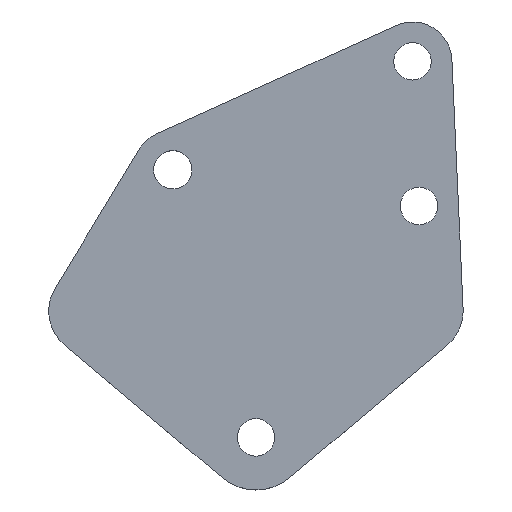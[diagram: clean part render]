
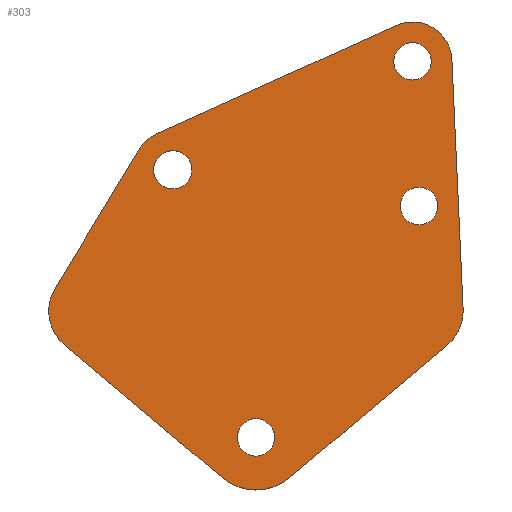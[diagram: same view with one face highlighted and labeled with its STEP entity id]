
A CAD part, top view. The second image highlights one B-rep face of the part: STEP entity #303.
In plain terms, the highlighted planar face has unit normal (0, 0, 1).
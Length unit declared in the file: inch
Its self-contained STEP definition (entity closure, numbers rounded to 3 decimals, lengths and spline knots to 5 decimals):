
#15=FACE_BOUND('',#51,.T.);
#16=FACE_BOUND('',#52,.T.);
#17=FACE_BOUND('',#53,.T.);
#18=FACE_BOUND('',#54,.T.);
#25=PLANE('',#337);
#34=FACE_OUTER_BOUND('',#50,.T.);
#50=EDGE_LOOP('',(#222,#223,#224,#225,#226,#227,#228,#229,#230,#231));
#51=EDGE_LOOP('',(#232));
#52=EDGE_LOOP('',(#233));
#53=EDGE_LOOP('',(#234));
#54=EDGE_LOOP('',(#235));
#72=LINE('',#469,#96);
#76=LINE('',#481,#100);
#79=LINE('',#489,#103);
#80=LINE('',#493,#104);
#81=LINE('',#497,#105);
#96=VECTOR('',#375,0.3937);
#100=VECTOR('',#387,0.3937);
#103=VECTOR('',#394,0.3937);
#104=VECTOR('',#397,0.3937);
#105=VECTOR('',#400,0.3937);
#119=CIRCLE('',#331,0.1875);
#120=CIRCLE('',#334,0.091);
#122=CIRCLE('',#338,0.21);
#123=CIRCLE('',#339,0.25);
#124=CIRCLE('',#340,0.21);
#125=CIRCLE('',#341,0.1875);
#126=CIRCLE('',#342,0.089);
#127=CIRCLE('',#343,0.089);
#128=CIRCLE('',#344,0.089);
#138=VERTEX_POINT('',#462);
#139=VERTEX_POINT('',#464);
#140=VERTEX_POINT('',#468);
#142=VERTEX_POINT('',#474);
#144=VERTEX_POINT('',#480);
#146=VERTEX_POINT('',#486);
#147=VERTEX_POINT('',#488);
#148=VERTEX_POINT('',#490);
#149=VERTEX_POINT('',#492);
#150=VERTEX_POINT('',#494);
#151=VERTEX_POINT('',#496);
#152=VERTEX_POINT('',#499);
#153=VERTEX_POINT('',#501);
#154=VERTEX_POINT('',#503);
#166=EDGE_CURVE('',#139,#138,#119,.T.);
#168=EDGE_CURVE('',#138,#140,#72,.T.);
#171=EDGE_CURVE('',#142,#142,#120,.T.);
#174=EDGE_CURVE('',#144,#139,#76,.T.);
#177=EDGE_CURVE('',#140,#146,#122,.T.);
#178=EDGE_CURVE('',#146,#147,#79,.T.);
#179=EDGE_CURVE('',#147,#148,#123,.T.);
#180=EDGE_CURVE('',#148,#149,#80,.T.);
#181=EDGE_CURVE('',#149,#150,#124,.T.);
#182=EDGE_CURVE('',#150,#151,#81,.T.);
#183=EDGE_CURVE('',#151,#144,#125,.T.);
#184=EDGE_CURVE('',#152,#152,#126,.T.);
#185=EDGE_CURVE('',#153,#153,#127,.T.);
#186=EDGE_CURVE('',#154,#154,#128,.T.);
#222=ORIENTED_EDGE('',*,*,#166,.T.);
#223=ORIENTED_EDGE('',*,*,#168,.T.);
#224=ORIENTED_EDGE('',*,*,#177,.T.);
#225=ORIENTED_EDGE('',*,*,#178,.T.);
#226=ORIENTED_EDGE('',*,*,#179,.T.);
#227=ORIENTED_EDGE('',*,*,#180,.T.);
#228=ORIENTED_EDGE('',*,*,#181,.T.);
#229=ORIENTED_EDGE('',*,*,#182,.T.);
#230=ORIENTED_EDGE('',*,*,#183,.T.);
#231=ORIENTED_EDGE('',*,*,#174,.T.);
#232=ORIENTED_EDGE('',*,*,#184,.T.);
#233=ORIENTED_EDGE('',*,*,#185,.T.);
#234=ORIENTED_EDGE('',*,*,#186,.T.);
#235=ORIENTED_EDGE('',*,*,#171,.T.);
#303=ADVANCED_FACE('',(#34,#15,#16,#17,#18),#25,.T.);
#331=AXIS2_PLACEMENT_3D('',#465,#370,#371);
#334=AXIS2_PLACEMENT_3D('',#475,#380,#381);
#337=AXIS2_PLACEMENT_3D('',#485,#390,#391);
#338=AXIS2_PLACEMENT_3D('',#487,#392,#393);
#339=AXIS2_PLACEMENT_3D('',#491,#395,#396);
#340=AXIS2_PLACEMENT_3D('',#495,#398,#399);
#341=AXIS2_PLACEMENT_3D('',#498,#401,#402);
#342=AXIS2_PLACEMENT_3D('',#500,#403,#404);
#343=AXIS2_PLACEMENT_3D('',#502,#405,#406);
#344=AXIS2_PLACEMENT_3D('',#504,#407,#408);
#370=DIRECTION('center_axis',(0.,0.,1.));
#371=DIRECTION('ref_axis',(-0.412,0.911,0.));
#375=DIRECTION('',(-0.517,-0.856,0.));
#380=DIRECTION('center_axis',(0.,0.,-1.));
#381=DIRECTION('ref_axis',(-1.,0.,0.));
#387=DIRECTION('',(-0.911,-0.412,0.));
#390=DIRECTION('center_axis',(0.,0.,1.));
#391=DIRECTION('ref_axis',(1.,0.,0.));
#392=DIRECTION('center_axis',(0.,0.,1.));
#393=DIRECTION('ref_axis',(-0.856,0.517,0.));
#394=DIRECTION('',(0.765,-0.644,0.));
#395=DIRECTION('center_axis',(0.,0.,1.));
#396=DIRECTION('ref_axis',(1.,0.,0.));
#397=DIRECTION('',(0.765,0.644,0.));
#398=DIRECTION('center_axis',(0.,0.,1.));
#399=DIRECTION('ref_axis',(1.,0.,0.));
#400=DIRECTION('',(-0.045,0.999,0.));
#401=DIRECTION('center_axis',(0.,0.,1.));
#402=DIRECTION('ref_axis',(-0.412,0.911,0.));
#403=DIRECTION('center_axis',(0.,0.,-1.));
#404=DIRECTION('ref_axis',(1.,0.,0.));
#405=DIRECTION('center_axis',(0.,0.,-1.));
#406=DIRECTION('ref_axis',(1.,0.,0.));
#407=DIRECTION('center_axis',(0.,0.,-1.));
#408=DIRECTION('ref_axis',(-1.,0.,0.));
#462=CARTESIAN_POINT('',(-0.55571,1.36886,-0.6));
#464=CARTESIAN_POINT('',(-0.47255,1.44269,-0.6));
#465=CARTESIAN_POINT('Origin',(-0.39524,1.27188,-0.6));
#468=CARTESIAN_POINT('',(-0.95473,0.70862,-0.6));
#469=CARTESIAN_POINT('',(-0.69483,1.13866,-0.6));
#474=CARTESIAN_POINT('',(-0.30424,1.27188,-0.6));
#475=CARTESIAN_POINT('Origin',(-0.39524,1.27188,-0.6));
#480=CARTESIAN_POINT('',(0.66672,1.95832,-0.6));
#481=CARTESIAN_POINT('',(0.66672,1.95832,-0.6));
#485=CARTESIAN_POINT('Origin',(0.,0.51875,-0.6));
#486=CARTESIAN_POINT('',(-0.91023,0.43933,-0.6));
#487=CARTESIAN_POINT('Origin',(-0.775,0.6,-0.6));
#488=CARTESIAN_POINT('',(-0.16098,-0.19127,-0.6));
#489=CARTESIAN_POINT('',(-0.91023,0.43933,-0.6));
#490=CARTESIAN_POINT('',(0.16098,-0.19127,-0.6));
#491=CARTESIAN_POINT('Origin',(0.,0.,-0.6));
#492=CARTESIAN_POINT('',(0.91023,0.43933,-0.6));
#493=CARTESIAN_POINT('',(0.16098,-0.19127,-0.6));
#494=CARTESIAN_POINT('',(0.98479,0.60945,-0.6));
#495=CARTESIAN_POINT('Origin',(0.775,0.6,-0.6));
#496=CARTESIAN_POINT('',(0.93134,1.79594,-0.6));
#497=CARTESIAN_POINT('',(0.96231,1.10844,-0.6));
#498=CARTESIAN_POINT('Origin',(0.74403,1.7875,-0.6));
#499=CARTESIAN_POINT('',(-0.089,0.,-0.6));
#500=CARTESIAN_POINT('Origin',(0.,0.,-0.6));
#501=CARTESIAN_POINT('',(0.686,1.1,-0.6));
#502=CARTESIAN_POINT('Origin',(0.775,1.1,-0.6));
#503=CARTESIAN_POINT('',(0.83303,1.7875,-0.6));
#504=CARTESIAN_POINT('Origin',(0.74403,1.7875,-0.6));
